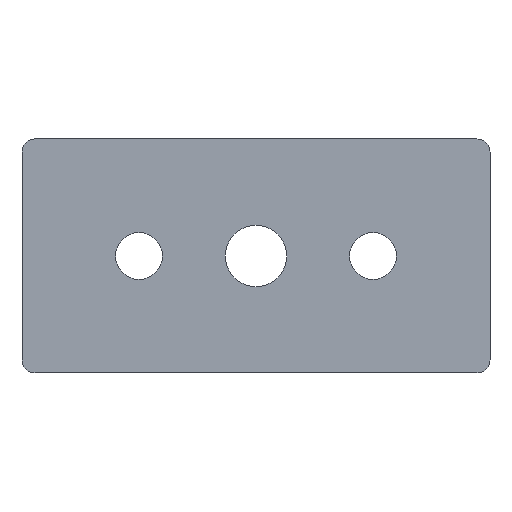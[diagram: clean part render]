
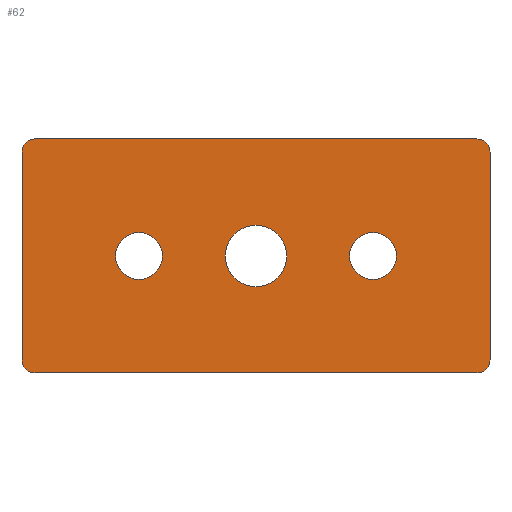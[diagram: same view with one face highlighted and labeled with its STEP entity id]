
A CAD part, front view. The second image highlights one B-rep face of the part: STEP entity #62.
In plain terms, the highlighted planar face has unit normal (0, -1, 0).
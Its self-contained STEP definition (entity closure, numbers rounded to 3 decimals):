
#4 = EDGE_CURVE ( 'NONE', #12, #153, #298, .T. ) ;
#12 = VERTEX_POINT ( 'NONE', #310 ) ;
#14 = VERTEX_POINT ( 'NONE', #300 ) ;
#33 = EDGE_CURVE ( 'NONE', #14, #37, #268, .T. ) ;
#37 = VERTEX_POINT ( 'NONE', #269 ) ;
#42 = ORIENTED_EDGE ( 'NONE', *, *, #33, .F. ) ;
#47 = EDGE_LOOP ( 'NONE', ( #58, #50 ) ) ;
#50 = ORIENTED_EDGE ( 'NONE', *, *, #191, .T. ) ;
#51 = EDGE_LOOP ( 'NONE', ( #211, #78 ) ) ;
#54 = EDGE_LOOP ( 'NONE', ( #69, #61, #42, #60, #80, #63, #113, #108 ) ) ;
#57 = EDGE_CURVE ( 'NONE', #147, #231, #390, .T. ) ;
#58 = ORIENTED_EDGE ( 'NONE', *, *, #57, .T. ) ;
#60 = ORIENTED_EDGE ( 'NONE', *, *, #77, .T. ) ;
#61 = ORIENTED_EDGE ( 'NONE', *, *, #68, .T. ) ;
#62 = ADVANCED_FACE ( 'NONE', ( #355, #354, #357, #351 ), #358, .T. ) ;
#63 = ORIENTED_EDGE ( 'NONE', *, *, #114, .T. ) ;
#64 = EDGE_CURVE ( 'NONE', #220, #221, #344, .T. ) ;
#65 = EDGE_LOOP ( 'NONE', ( #67, #70 ) ) ;
#66 = EDGE_CURVE ( 'NONE', #246, #132, #349, .T. ) ;
#67 = ORIENTED_EDGE ( 'NONE', *, *, #245, .F. ) ;
#68 = EDGE_CURVE ( 'NONE', #198, #37, #345, .T. ) ;
#69 = ORIENTED_EDGE ( 'NONE', *, *, #173, .F. ) ;
#70 = ORIENTED_EDGE ( 'NONE', *, *, #66, .F. ) ;
#77 = EDGE_CURVE ( 'NONE', #14, #153, #370, .T. ) ;
#78 = ORIENTED_EDGE ( 'NONE', *, *, #64, .F. ) ;
#80 = ORIENTED_EDGE ( 'NONE', *, *, #4, .F. ) ;
#94 = EDGE_CURVE ( 'NONE', #163, #201, #444, .T. ) ;
#108 = ORIENTED_EDGE ( 'NONE', *, *, #94, .T. ) ;
#113 = ORIENTED_EDGE ( 'NONE', *, *, #162, .F. ) ;
#114 = EDGE_CURVE ( 'NONE', #12, #165, #438, .T. ) ;
#132 = VERTEX_POINT ( 'NONE', #375 ) ;
#147 = VERTEX_POINT ( 'NONE', #649 ) ;
#153 = VERTEX_POINT ( 'NONE', #650 ) ;
#162 = EDGE_CURVE ( 'NONE', #163, #165, #588, .T. ) ;
#163 = VERTEX_POINT ( 'NONE', #621 ) ;
#165 = VERTEX_POINT ( 'NONE', #551 ) ;
#173 = EDGE_CURVE ( 'NONE', #198, #201, #537, .T. ) ;
#181 = EDGE_CURVE ( 'NONE', #221, #220, #523, .T. ) ;
#191 = EDGE_CURVE ( 'NONE', #231, #147, #589, .T. ) ;
#198 = VERTEX_POINT ( 'NONE', #603 ) ;
#201 = VERTEX_POINT ( 'NONE', #560 ) ;
#211 = ORIENTED_EDGE ( 'NONE', *, *, #181, .F. ) ;
#220 = VERTEX_POINT ( 'NONE', #641 ) ;
#221 = VERTEX_POINT ( 'NONE', #515 ) ;
#231 = VERTEX_POINT ( 'NONE', #465 ) ;
#245 = EDGE_CURVE ( 'NONE', #132, #246, #487, .T. ) ;
#246 = VERTEX_POINT ( 'NONE', #486 ) ;
#265 = DIRECTION ( 'NONE',  ( -1., 0., 0. ) ) ;
#266 = VECTOR ( 'NONE', #265, 1000. ) ;
#267 = CARTESIAN_POINT ( 'NONE',  ( -45., 0., -22.5 ) ) ;
#268 = LINE ( 'NONE', #267, #266 ) ;
#269 = CARTESIAN_POINT ( 'NONE',  ( -42.5, 0., -22.5 ) ) ;
#286 = DIRECTION ( 'NONE',  ( 0., 0., -1. ) ) ;
#287 = DIRECTION ( 'NONE',  ( 0., -1., 0. ) ) ;
#288 = CARTESIAN_POINT ( 'NONE',  ( -42.5, 0., -20. ) ) ;
#289 = AXIS2_PLACEMENT_3D ( 'NONE', #288, #287, #286 ) ;
#290 = CARTESIAN_POINT ( 'NONE',  ( 42.5, 0., -20. ) ) ;
#292 = DIRECTION ( 'NONE',  ( 0., 0., -1. ) ) ;
#293 = DIRECTION ( 'NONE',  ( 0., -1., 0. ) ) ;
#294 = CARTESIAN_POINT ( 'NONE',  ( 22.5, 0., 0. ) ) ;
#298 = LINE ( 'NONE', #324, #329 ) ;
#300 = CARTESIAN_POINT ( 'NONE',  ( 42.5, 0., -22.5 ) ) ;
#310 = CARTESIAN_POINT ( 'NONE',  ( 45., 0., 20. ) ) ;
#318 = DIRECTION ( 'NONE',  ( 0., -1., 0. ) ) ;
#319 = CARTESIAN_POINT ( 'NONE',  ( -45., 0., -22.5 ) ) ;
#323 = AXIS2_PLACEMENT_3D ( 'NONE', #336, #360, #359 ) ;
#324 = CARTESIAN_POINT ( 'NONE',  ( 45., 0., 22.5 ) ) ;
#328 = DIRECTION ( 'NONE',  ( 0., 0., -1. ) ) ;
#329 = VECTOR ( 'NONE', #328, 1000. ) ;
#336 = CARTESIAN_POINT ( 'NONE',  ( 0., 0., 0. ) ) ;
#339 = AXIS2_PLACEMENT_3D ( 'NONE', #294, #293, #292 ) ;
#340 = DIRECTION ( 'NONE',  ( 0., 0., -1. ) ) ;
#341 = DIRECTION ( 'NONE',  ( 0., -1., 0. ) ) ;
#342 = CARTESIAN_POINT ( 'NONE',  ( -22.5, 0., 0. ) ) ;
#343 = AXIS2_PLACEMENT_3D ( 'NONE', #342, #341, #340 ) ;
#344 = CIRCLE ( 'NONE', #343, 4.5 ) ;
#345 = CIRCLE ( 'NONE', #289, 2.5 ) ;
#346 = DIRECTION ( 'NONE',  ( 0., 0., -1. ) ) ;
#349 = CIRCLE ( 'NONE', #339, 4.5 ) ;
#351 = FACE_OUTER_BOUND ( 'NONE', #54, .T. ) ;
#354 = FACE_BOUND ( 'NONE', #51, .T. ) ;
#355 = FACE_BOUND ( 'NONE', #47, .T. ) ;
#356 = AXIS2_PLACEMENT_3D ( 'NONE', #319, #318, #346 ) ;
#357 = FACE_BOUND ( 'NONE', #65, .T. ) ;
#358 = PLANE ( 'NONE',  #356 ) ;
#359 = DIRECTION ( 'NONE',  ( 0., 0., 1. ) ) ;
#360 = DIRECTION ( 'NONE',  ( 0., 1., 0. ) ) ;
#365 = DIRECTION ( 'NONE',  ( 0., 0., -1. ) ) ;
#366 = DIRECTION ( 'NONE',  ( 0., -1., 0. ) ) ;
#368 = AXIS2_PLACEMENT_3D ( 'NONE', #290, #366, #365 ) ;
#370 = CIRCLE ( 'NONE', #368, 2.5 ) ;
#375 = CARTESIAN_POINT ( 'NONE',  ( 22.5, 0., 4.5 ) ) ;
#390 = CIRCLE ( 'NONE', #323, 5.9 ) ;
#396 = DIRECTION ( 'NONE',  ( 0., 0., -1. ) ) ;
#399 = DIRECTION ( 'NONE',  ( 0., -1., 0. ) ) ;
#400 = DIRECTION ( 'NONE',  ( 0., -1., 0. ) ) ;
#402 = AXIS2_PLACEMENT_3D ( 'NONE', #450, #399, #396 ) ;
#429 = DIRECTION ( 'NONE',  ( 0., 0., -1. ) ) ;
#430 = CARTESIAN_POINT ( 'NONE',  ( 42.5, 0., 20. ) ) ;
#434 = AXIS2_PLACEMENT_3D ( 'NONE', #430, #400, #429 ) ;
#438 = CIRCLE ( 'NONE', #434, 2.5 ) ;
#444 = CIRCLE ( 'NONE', #402, 2.5 ) ;
#450 = CARTESIAN_POINT ( 'NONE',  ( -42.5, 0., 20. ) ) ;
#465 = CARTESIAN_POINT ( 'NONE',  ( 0., 0., -5.9 ) ) ;
#485 = DIRECTION ( 'NONE',  ( 0., -1., 0. ) ) ;
#486 = CARTESIAN_POINT ( 'NONE',  ( 22.5, 0., -4.5 ) ) ;
#487 = CIRCLE ( 'NONE', #493, 4.5 ) ;
#492 = DIRECTION ( 'NONE',  ( 0., 0., -1. ) ) ;
#493 = AXIS2_PLACEMENT_3D ( 'NONE', #496, #485, #492 ) ;
#496 = CARTESIAN_POINT ( 'NONE',  ( 22.5, 0., 0. ) ) ;
#515 = CARTESIAN_POINT ( 'NONE',  ( -22.5, 0., 4.5 ) ) ;
#523 = CIRCLE ( 'NONE', #528, 4.5 ) ;
#528 = AXIS2_PLACEMENT_3D ( 'NONE', #566, #565, #564 ) ;
#531 = DIRECTION ( 'NONE',  ( 0., 0., 1. ) ) ;
#532 = VECTOR ( 'NONE', #531, 1000. ) ;
#533 = CARTESIAN_POINT ( 'NONE',  ( -45., 0., 22.5 ) ) ;
#537 = LINE ( 'NONE', #533, #532 ) ;
#549 = DIRECTION ( 'NONE',  ( 1., 0., 0. ) ) ;
#550 = VECTOR ( 'NONE', #549, 1000. ) ;
#551 = CARTESIAN_POINT ( 'NONE',  ( 42.5, 0., 22.5 ) ) ;
#560 = CARTESIAN_POINT ( 'NONE',  ( -45., 0., 20. ) ) ;
#561 = DIRECTION ( 'NONE',  ( 0., 0., 1. ) ) ;
#564 = DIRECTION ( 'NONE',  ( 0., 0., -1. ) ) ;
#565 = DIRECTION ( 'NONE',  ( 0., -1., 0. ) ) ;
#566 = CARTESIAN_POINT ( 'NONE',  ( -22.5, 0., 0. ) ) ;
#587 = CARTESIAN_POINT ( 'NONE',  ( -45., 0., 22.5 ) ) ;
#588 = LINE ( 'NONE', #587, #550 ) ;
#589 = CIRCLE ( 'NONE', #600, 5.9 ) ;
#594 = CARTESIAN_POINT ( 'NONE',  ( 0., 0., 0. ) ) ;
#595 = DIRECTION ( 'NONE',  ( 0., 1., 0. ) ) ;
#600 = AXIS2_PLACEMENT_3D ( 'NONE', #594, #595, #561 ) ;
#603 = CARTESIAN_POINT ( 'NONE',  ( -45., 0., -20. ) ) ;
#621 = CARTESIAN_POINT ( 'NONE',  ( -42.5, 0., 22.5 ) ) ;
#641 = CARTESIAN_POINT ( 'NONE',  ( -22.5, 0., -4.5 ) ) ;
#649 = CARTESIAN_POINT ( 'NONE',  ( 0., 0., 5.9 ) ) ;
#650 = CARTESIAN_POINT ( 'NONE',  ( 45., 0., -20. ) ) ;
